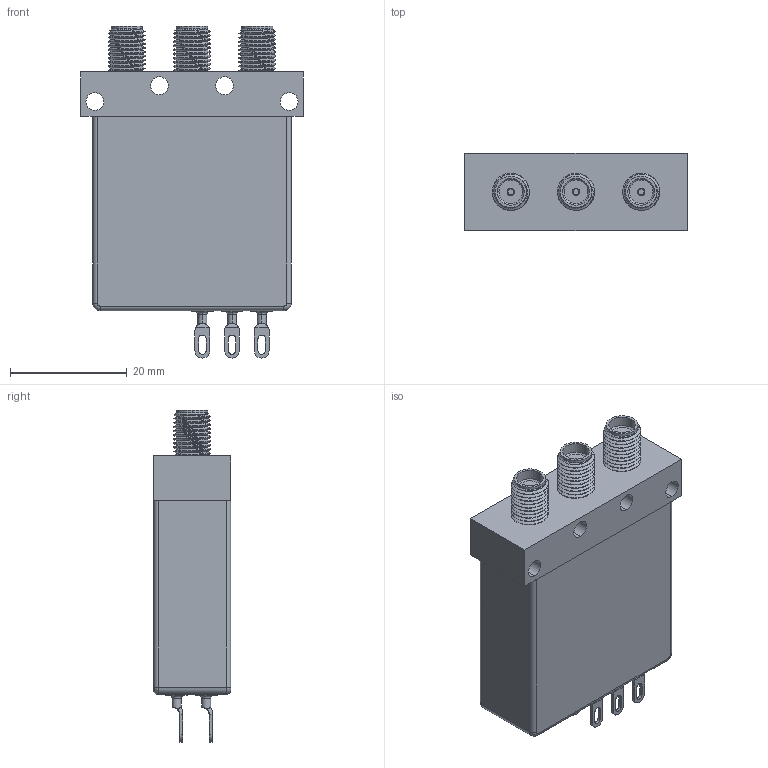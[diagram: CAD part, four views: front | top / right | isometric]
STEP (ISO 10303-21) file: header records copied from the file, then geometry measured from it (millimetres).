
FILE_DESCRIPTION (( 'STEP AP214' ), '1' );
FILE_NAME ('PE71S6396_3D.step', '2025-02-27T17:58:44', ( '' ), ( '' ), 'SwSTEP 2.0', 'SolidWorks 2022', '' );
FILE_SCHEMA (( 'AUTOMOTIVE_DESIGN' ));
Length unit declared in the file: inch
Products named in the file (1): PE71S6396_3D
Bounding box: 38.1 x 13.26 x 56.9 mm (x, y, z)
Volume: 19064 mm3; surface area: 8473.4 mm2
Topology: 8 solids, 8 shells, 1263 faces, 3366 edges, 2220 vertices
Faces by surface type: plane 630, bspline 338, cylinder 264, torus 16, cone 15
Entity records: 72327 total; most frequent: CARTESIAN_POINT 30052, ORIENTED_EDGE 6708, DIRECTION 4744, EDGE_CURVE 3354, VERTEX_POINT 2220, VECTOR 2068, LINE 2068, EDGE_LOOP 1396
